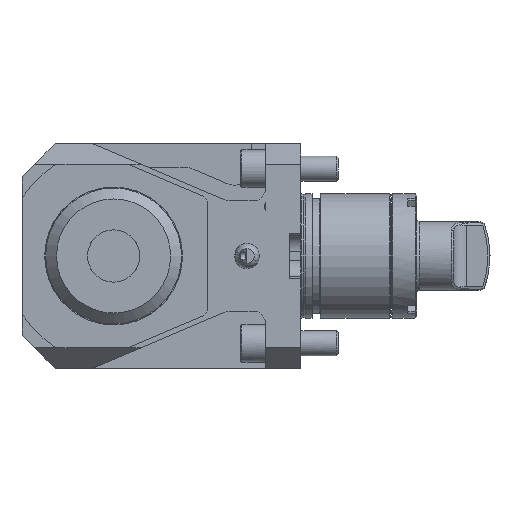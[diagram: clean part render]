
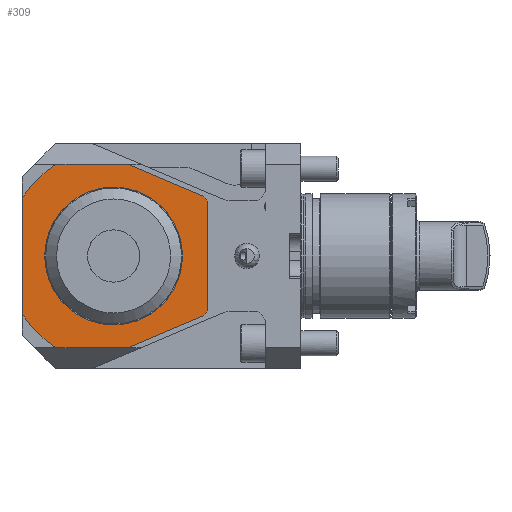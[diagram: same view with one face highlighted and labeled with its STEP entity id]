
A CAD part, left-side view. The second image highlights one B-rep face of the part: STEP entity #309.
In plain terms, the highlighted planar face has unit normal (-1, 0, 0).
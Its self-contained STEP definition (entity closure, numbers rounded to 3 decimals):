
#309 = ADVANCED_FACE ( 'Defeature completata1_506', ( #8097, #2147 ), #20370, .F. ) ;
#612 = LINE ( 'NONE', #25159, #28862 ) ;
#983 = CARTESIAN_POINT ( 'NONE',  ( -77., 125.8, 44. ) ) ;
#1010 = DIRECTION ( 'NONE',  ( 1., 0., 0. ) ) ;
#1069 = EDGE_CURVE ( 'NONE', #1176, #22618, #12344, .T. ) ;
#1176 = VERTEX_POINT ( 'NONE', #35084 ) ;
#2147 = FACE_BOUND ( 'NONE', #26674, .T. ) ;
#2363 = CIRCLE ( 'NONE', #32841, 52. ) ;
#2760 = VECTOR ( 'NONE', #32126, 1000. ) ;
#2960 = EDGE_CURVE ( 'NONE', #11884, #1176, #22919, .T. ) ;
#3502 = CARTESIAN_POINT ( 'NONE',  ( -77., 125.8, 44. ) ) ;
#3855 = DIRECTION ( 'NONE',  ( 1., 0., 0. ) ) ;
#3914 = AXIS2_PLACEMENT_3D ( 'NONE', #28256, #3855, #19115 ) ;
#4113 = DIRECTION ( 'NONE',  ( 0., -1., 0. ) ) ;
#4151 = DIRECTION ( 'NONE',  ( 0., -0.921, -0.391 ) ) ;
#4565 = CARTESIAN_POINT ( 'NONE',  ( -77., 133., 0. ) ) ;
#5157 = VERTEX_POINT ( 'NONE', #28843 ) ;
#5544 = CARTESIAN_POINT ( 'NONE',  ( -77., 185., 0. ) ) ;
#6235 = CARTESIAN_POINT ( 'NONE',  ( -77., 88., -26.058 ) ) ;
#6492 = AXIS2_PLACEMENT_3D ( 'NONE', #4565, #1010, #13675 ) ;
#6791 = EDGE_CURVE ( 'NONE', #37562, #26427, #19102, .T. ) ;
#7948 = CIRCLE ( 'NONE', #18721, 52. ) ;
#8097 = FACE_OUTER_BOUND ( 'NONE', #10809, .T. ) ;
#8414 = VECTOR ( 'NONE', #4151, 1000. ) ;
#8539 = CARTESIAN_POINT ( 'NONE',  ( -77., 160.713, 44. ) ) ;
#9358 = DIRECTION ( 'NONE',  ( 0., -1., 0. ) ) ;
#9416 = EDGE_CURVE ( 'NONE', #36283, #5157, #612, .T. ) ;
#9782 = CARTESIAN_POINT ( 'NONE',  ( -77., 167., 44. ) ) ;
#10809 = EDGE_LOOP ( 'NONE', ( #35027, #31447, #28444, #13918, #28457, #22835, #38914, #36657, #37859, #20952 ) ) ;
#11446 = EDGE_CURVE ( 'NONE', #5157, #16778, #2363, .T. ) ;
#11884 = VERTEX_POINT ( 'NONE', #30208 ) ;
#11956 = AXIS2_PLACEMENT_3D ( 'NONE', #20000, #37761, #34956 ) ;
#12344 = LINE ( 'NONE', #33254, #16183 ) ;
#12576 = DIRECTION ( 'NONE',  ( 0., 0., -1. ) ) ;
#13675 = DIRECTION ( 'NONE',  ( 0., -1., 0. ) ) ;
#13918 = ORIENTED_EDGE ( 'NONE', *, *, #2960, .F. ) ;
#14060 = CIRCLE ( 'NONE', #6492, 52. ) ;
#15793 = CARTESIAN_POINT ( 'NONE',  ( -77., 133., 33.1 ) ) ;
#16183 = VECTOR ( 'NONE', #18684, 1000. ) ;
#16778 = VERTEX_POINT ( 'NONE', #8539 ) ;
#16991 = EDGE_CURVE ( 'NONE', #38620, #34939, #31158, .T. ) ;
#18372 = VERTEX_POINT ( 'NONE', #15793 ) ;
#18555 = CARTESIAN_POINT ( 'NONE',  ( -77., 160.713, -44. ) ) ;
#18684 = DIRECTION ( 'NONE',  ( 0., 1., 0. ) ) ;
#18721 = AXIS2_PLACEMENT_3D ( 'NONE', #34009, #30413, #9358 ) ;
#19102 = LINE ( 'NONE', #24291, #24354 ) ;
#19115 = DIRECTION ( 'NONE',  ( 0., -1., 0. ) ) ;
#20000 = CARTESIAN_POINT ( 'NONE',  ( -77., 133., 0. ) ) ;
#20235 = ORIENTED_EDGE ( 'NONE', *, *, #38168, .T. ) ;
#20370 = PLANE ( 'NONE',  #39144 ) ;
#20952 = ORIENTED_EDGE ( 'NONE', *, *, #11446, .F. ) ;
#22276 = EDGE_CURVE ( 'NONE', #26427, #11884, #14060, .T. ) ;
#22332 = CARTESIAN_POINT ( 'NONE',  ( -77., 88., -27.955 ) ) ;
#22618 = VERTEX_POINT ( 'NONE', #18555 ) ;
#22835 = ORIENTED_EDGE ( 'NONE', *, *, #6791, .F. ) ;
#22919 = LINE ( 'NONE', #22332, #2760 ) ;
#23558 = CARTESIAN_POINT ( 'NONE',  ( -77., 89.591, 28.63 ) ) ;
#24291 = CARTESIAN_POINT ( 'NONE',  ( -77., 88., 27.955 ) ) ;
#24354 = VECTOR ( 'NONE', #12576, 1000. ) ;
#24797 = EDGE_CURVE ( 'NONE', #34939, #37562, #28612, .T. ) ;
#24865 = DIRECTION ( 'NONE',  ( 0., -1., 0. ) ) ;
#25159 = CARTESIAN_POINT ( 'NONE',  ( -77., 177., -34. ) ) ;
#26427 = VERTEX_POINT ( 'NONE', #6235 ) ;
#26674 = EDGE_LOOP ( 'NONE', ( #20235 ) ) ;
#28256 = CARTESIAN_POINT ( 'NONE',  ( -77., 133., 0. ) ) ;
#28444 = ORIENTED_EDGE ( 'NONE', *, *, #1069, .F. ) ;
#28457 = ORIENTED_EDGE ( 'NONE', *, *, #22276, .F. ) ;
#28612 = CIRCLE ( 'NONE', #3914, 52. ) ;
#28843 = CARTESIAN_POINT ( 'NONE',  ( -77., 177., 27.713 ) ) ;
#28862 = VECTOR ( 'NONE', #36948, 1000. ) ;
#30138 = DIRECTION ( 'NONE',  ( 1., 0., 0. ) ) ;
#30208 = CARTESIAN_POINT ( 'NONE',  ( -77., 89.591, -28.63 ) ) ;
#30368 = CIRCLE ( 'NONE', #11956, 33.1 ) ;
#30413 = DIRECTION ( 'NONE',  ( 1., 0., 0. ) ) ;
#31158 = LINE ( 'NONE', #983, #8414 ) ;
#31197 = EDGE_CURVE ( 'NONE', #22618, #36283, #7948, .T. ) ;
#31447 = ORIENTED_EDGE ( 'NONE', *, *, #31197, .F. ) ;
#31526 = CARTESIAN_POINT ( 'NONE',  ( -77., 133., 0. ) ) ;
#32126 = DIRECTION ( 'NONE',  ( 0., 0.921, -0.391 ) ) ;
#32431 = CARTESIAN_POINT ( 'NONE',  ( -77., 88., 26.058 ) ) ;
#32841 = AXIS2_PLACEMENT_3D ( 'NONE', #31526, #37309, #4113 ) ;
#33254 = CARTESIAN_POINT ( 'NONE',  ( -77., 125.8, -44. ) ) ;
#33303 = CARTESIAN_POINT ( 'NONE',  ( -77., 177., -27.713 ) ) ;
#34009 = CARTESIAN_POINT ( 'NONE',  ( -77., 133., 0. ) ) ;
#34523 = VECTOR ( 'NONE', #24865, 1000. ) ;
#34939 = VERTEX_POINT ( 'NONE', #23558 ) ;
#34956 = DIRECTION ( 'NONE',  ( 0., 0., 1. ) ) ;
#35027 = ORIENTED_EDGE ( 'NONE', *, *, #9416, .F. ) ;
#35084 = CARTESIAN_POINT ( 'NONE',  ( -77., 125.8, -44. ) ) ;
#35287 = EDGE_CURVE ( 'NONE', #16778, #38620, #36860, .T. ) ;
#36283 = VERTEX_POINT ( 'NONE', #33303 ) ;
#36657 = ORIENTED_EDGE ( 'NONE', *, *, #16991, .F. ) ;
#36860 = LINE ( 'NONE', #9782, #34523 ) ;
#36948 = DIRECTION ( 'NONE',  ( 0., 0., 1. ) ) ;
#37309 = DIRECTION ( 'NONE',  ( 1., 0., 0. ) ) ;
#37562 = VERTEX_POINT ( 'NONE', #32431 ) ;
#37761 = DIRECTION ( 'NONE',  ( 1., 0., 0. ) ) ;
#37859 = ORIENTED_EDGE ( 'NONE', *, *, #35287, .F. ) ;
#38168 = EDGE_CURVE ( 'NONE', #18372, #18372, #30368, .T. ) ;
#38620 = VERTEX_POINT ( 'NONE', #3502 ) ;
#38914 = ORIENTED_EDGE ( 'NONE', *, *, #24797, .F. ) ;
#39125 = DIRECTION ( 'NONE',  ( 0., -1., 0. ) ) ;
#39144 = AXIS2_PLACEMENT_3D ( 'NONE', #5544, #30138, #39125 ) ;
